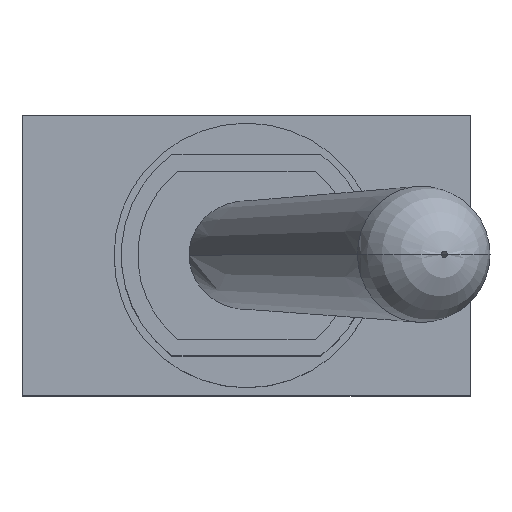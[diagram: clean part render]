
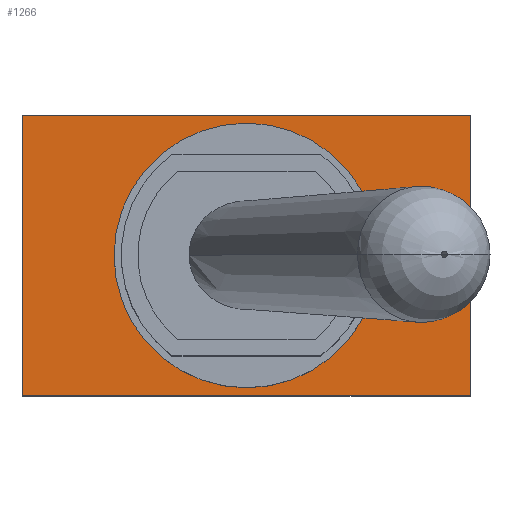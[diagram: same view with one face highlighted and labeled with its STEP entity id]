
A CAD part, top view. The second image highlights one B-rep face of the part: STEP entity #1266.
In plain terms, the highlighted planar face has unit normal (0, 0, 1).
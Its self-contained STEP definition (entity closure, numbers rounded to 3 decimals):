
#1266 = ADVANCED_FACE('',(#1267,#1338),#1281,.F.);
#1267 = FACE_BOUND('',#1268,.T.);
#1268 = EDGE_LOOP('',(#1269,#1292,#1308,#1324));
#1269 = ORIENTED_EDGE('',*,*,#1270,.F.);
#1270 = EDGE_CURVE('',#1271,#1273,#1275,.T.);
#1271 = VERTEX_POINT('',#1272);
#1272 = CARTESIAN_POINT('',(4.09,2.54,9.)
  );
#1273 = VERTEX_POINT('',#1274);
#1274 = CARTESIAN_POINT('',(4.09,-2.54,9.
    ));
#1275 = SURFACE_CURVE('',#1276,(#1280),.PCURVE_S1.);
#1276 = LINE('',#1277,#1278);
#1277 = CARTESIAN_POINT('',(4.09,0.,
    9.));
#1278 = VECTOR('',#1279,1.);
#1279 = DIRECTION('',(0.,-1.,0.));
#1280 = PCURVE('',#1281,#1286);
#1281 = PLANE('',#1282);
#1282 = AXIS2_PLACEMENT_3D('',#1283,#1284,#1285);
#1283 = CARTESIAN_POINT('',(0.02,0.,
    9.));
#1284 = DIRECTION('',(0.,0.,-1.));
#1285 = DIRECTION('',(1.,0.,0.));
#1286 = DEFINITIONAL_REPRESENTATION('',(#1287),#1291);
#1287 = LINE('',#1288,#1289);
#1288 = CARTESIAN_POINT('',(4.07,0.));
#1289 = VECTOR('',#1290,1.);
#1290 = DIRECTION('',(0.,1.));
#1291 = ( GEOMETRIC_REPRESENTATION_CONTEXT(2) 
PARAMETRIC_REPRESENTATION_CONTEXT() REPRESENTATION_CONTEXT('2D SPACE',''
  ) );
#1292 = ORIENTED_EDGE('',*,*,#1293,.F.);
#1293 = EDGE_CURVE('',#1294,#1271,#1296,.T.);
#1294 = VERTEX_POINT('',#1295);
#1295 = CARTESIAN_POINT('',(-4.05,2.54,9.
    ));
#1296 = SURFACE_CURVE('',#1297,(#1301),.PCURVE_S1.);
#1297 = LINE('',#1298,#1299);
#1298 = CARTESIAN_POINT('',(0.02,2.54,
    9.));
#1299 = VECTOR('',#1300,1.);
#1300 = DIRECTION('',(1.,0.,0.));
#1301 = PCURVE('',#1281,#1302);
#1302 = DEFINITIONAL_REPRESENTATION('',(#1303),#1307);
#1303 = LINE('',#1304,#1305);
#1304 = CARTESIAN_POINT('',(0.,-2.54));
#1305 = VECTOR('',#1306,1.);
#1306 = DIRECTION('',(1.,0.));
#1307 = ( GEOMETRIC_REPRESENTATION_CONTEXT(2) 
PARAMETRIC_REPRESENTATION_CONTEXT() REPRESENTATION_CONTEXT('2D SPACE',''
  ) );
#1308 = ORIENTED_EDGE('',*,*,#1309,.F.);
#1309 = EDGE_CURVE('',#1310,#1294,#1312,.T.);
#1310 = VERTEX_POINT('',#1311);
#1311 = CARTESIAN_POINT('',(-4.05,-2.54,
    9.));
#1312 = SURFACE_CURVE('',#1313,(#1317),.PCURVE_S1.);
#1313 = LINE('',#1314,#1315);
#1314 = CARTESIAN_POINT('',(-4.05,-2.54,
    9.));
#1315 = VECTOR('',#1316,1.);
#1316 = DIRECTION('',(0.,1.,0.));
#1317 = PCURVE('',#1281,#1318);
#1318 = DEFINITIONAL_REPRESENTATION('',(#1319),#1323);
#1319 = LINE('',#1320,#1321);
#1320 = CARTESIAN_POINT('',(-4.07,2.54));
#1321 = VECTOR('',#1322,1.);
#1322 = DIRECTION('',(0.,-1.));
#1323 = ( GEOMETRIC_REPRESENTATION_CONTEXT(2) 
PARAMETRIC_REPRESENTATION_CONTEXT() REPRESENTATION_CONTEXT('2D SPACE',''
  ) );
#1324 = ORIENTED_EDGE('',*,*,#1325,.F.);
#1325 = EDGE_CURVE('',#1273,#1310,#1326,.T.);
#1326 = SURFACE_CURVE('',#1327,(#1331),.PCURVE_S1.);
#1327 = LINE('',#1328,#1329);
#1328 = CARTESIAN_POINT('',(4.09,-2.54,9.
    ));
#1329 = VECTOR('',#1330,1.);
#1330 = DIRECTION('',(-1.,0.,0.));
#1331 = PCURVE('',#1281,#1332);
#1332 = DEFINITIONAL_REPRESENTATION('',(#1333),#1337);
#1333 = LINE('',#1334,#1335);
#1334 = CARTESIAN_POINT('',(4.07,2.54));
#1335 = VECTOR('',#1336,1.);
#1336 = DIRECTION('',(-1.,0.));
#1337 = ( GEOMETRIC_REPRESENTATION_CONTEXT(2) 
PARAMETRIC_REPRESENTATION_CONTEXT() REPRESENTATION_CONTEXT('2D SPACE',''
  ) );
#1338 = FACE_BOUND('',#1339,.T.);
#1339 = EDGE_LOOP('',(#1340,#1363));
#1340 = ORIENTED_EDGE('',*,*,#1341,.F.);
#1341 = EDGE_CURVE('',#1342,#1344,#1346,.T.);
#1342 = VERTEX_POINT('',#1343);
#1343 = CARTESIAN_POINT('',(-2.38,0.,
    9.));
#1344 = VERTEX_POINT('',#1345);
#1345 = CARTESIAN_POINT('',(2.42,0.,
    9.));
#1346 = SURFACE_CURVE('',#1347,(#1352),.PCURVE_S1.);
#1347 = CIRCLE('',#1348,2.4);
#1348 = AXIS2_PLACEMENT_3D('',#1349,#1350,#1351);
#1349 = CARTESIAN_POINT('',(0.02,0.,
    9.));
#1350 = DIRECTION('',(0.,0.,1.));
#1351 = DIRECTION('',(-1.,0.,0.));
#1352 = PCURVE('',#1281,#1353);
#1353 = DEFINITIONAL_REPRESENTATION('',(#1354),#1362);
#1354 = ( BOUNDED_CURVE() B_SPLINE_CURVE(2,(#1355,#1356,#1357,#1358,
#1359,#1360,#1361),.UNSPECIFIED.,.F.,.F.) B_SPLINE_CURVE_WITH_KNOTS((1,2
    ,2,2,2,1),(-2.094,0.,2.094,4.189,
6.283,8.378),.UNSPECIFIED.) CURVE() 
GEOMETRIC_REPRESENTATION_ITEM() RATIONAL_B_SPLINE_CURVE((1.,0.5,1.,0.5,
1.,0.5,1.)) REPRESENTATION_ITEM('') );
#1355 = CARTESIAN_POINT('',(-2.4,0.));
#1356 = CARTESIAN_POINT('',(-2.4,4.157));
#1357 = CARTESIAN_POINT('',(1.2,2.078));
#1358 = CARTESIAN_POINT('',(4.8,0.));
#1359 = CARTESIAN_POINT('',(1.2,-2.078));
#1360 = CARTESIAN_POINT('',(-2.4,-4.157));
#1361 = CARTESIAN_POINT('',(-2.4,0.));
#1362 = ( GEOMETRIC_REPRESENTATION_CONTEXT(2) 
PARAMETRIC_REPRESENTATION_CONTEXT() REPRESENTATION_CONTEXT('2D SPACE',''
  ) );
#1363 = ORIENTED_EDGE('',*,*,#1364,.F.);
#1364 = EDGE_CURVE('',#1344,#1342,#1365,.T.);
#1365 = SURFACE_CURVE('',#1366,(#1371),.PCURVE_S1.);
#1366 = CIRCLE('',#1367,2.4);
#1367 = AXIS2_PLACEMENT_3D('',#1368,#1369,#1370);
#1368 = CARTESIAN_POINT('',(0.02,0.,
    9.));
#1369 = DIRECTION('',(0.,0.,1.));
#1370 = DIRECTION('',(-1.,0.,0.));
#1371 = PCURVE('',#1281,#1372);
#1372 = DEFINITIONAL_REPRESENTATION('',(#1373),#1381);
#1373 = ( BOUNDED_CURVE() B_SPLINE_CURVE(2,(#1374,#1375,#1376,#1377,
#1378,#1379,#1380),.UNSPECIFIED.,.F.,.F.) B_SPLINE_CURVE_WITH_KNOTS((1,2
    ,2,2,2,1),(-2.094,0.,2.094,4.189,
6.283,8.378),.UNSPECIFIED.) CURVE() 
GEOMETRIC_REPRESENTATION_ITEM() RATIONAL_B_SPLINE_CURVE((1.,0.5,1.,0.5,
1.,0.5,1.)) REPRESENTATION_ITEM('') );
#1374 = CARTESIAN_POINT('',(-2.4,0.));
#1375 = CARTESIAN_POINT('',(-2.4,4.157));
#1376 = CARTESIAN_POINT('',(1.2,2.078));
#1377 = CARTESIAN_POINT('',(4.8,0.));
#1378 = CARTESIAN_POINT('',(1.2,-2.078));
#1379 = CARTESIAN_POINT('',(-2.4,-4.157));
#1380 = CARTESIAN_POINT('',(-2.4,0.));
#1381 = ( GEOMETRIC_REPRESENTATION_CONTEXT(2) 
PARAMETRIC_REPRESENTATION_CONTEXT() REPRESENTATION_CONTEXT('2D SPACE',''
  ) );
